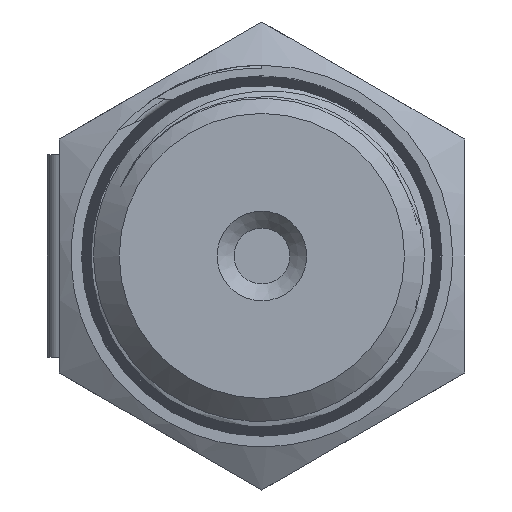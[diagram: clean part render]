
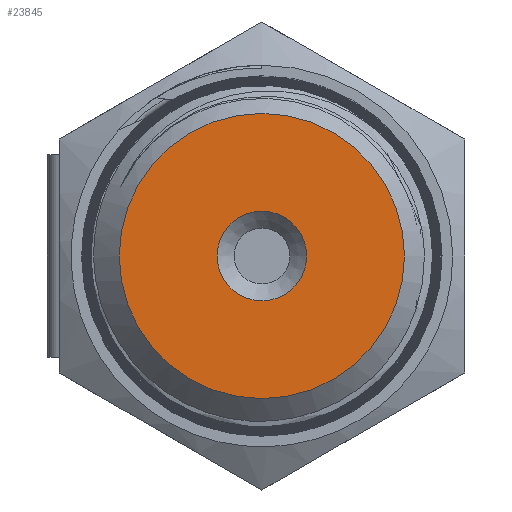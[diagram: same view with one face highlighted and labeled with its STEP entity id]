
A CAD part, left-side view. The second image highlights one B-rep face of the part: STEP entity #23845.
In plain terms, the highlighted planar face has unit normal (-1, 0, 0).
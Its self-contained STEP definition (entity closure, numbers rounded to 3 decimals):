
#252=FACE_BOUND('',#3271,.T.);
#373=PLANE('',#25149);
#1887=FACE_OUTER_BOUND('',#3270,.T.);
#3270=EDGE_LOOP('',(#17969));
#3271=EDGE_LOOP('',(#17970));
#4479=CIRCLE('',#25143,8.445);
#4481=CIRCLE('',#25148,2.65);
#10750=VERTEX_POINT('',#52699);
#10752=VERTEX_POINT('',#52708);
#13426=EDGE_CURVE('',#10750,#10750,#4479,.T.);
#13430=EDGE_CURVE('',#10752,#10752,#4481,.T.);
#17969=ORIENTED_EDGE('',*,*,#13426,.F.);
#17970=ORIENTED_EDGE('',*,*,#13430,.T.);
#23845=ADVANCED_FACE('',(#1887,#252),#373,.T.);
#25143=AXIS2_PLACEMENT_3D('',#52701,#27645,#27646);
#25148=AXIS2_PLACEMENT_3D('',#52710,#27657,#27658);
#25149=AXIS2_PLACEMENT_3D('',#52711,#27659,#27660);
#27645=DIRECTION('center_axis',(1.,0.,0.));
#27646=DIRECTION('ref_axis',(0.,0.,-1.));
#27657=DIRECTION('center_axis',(1.,0.,0.));
#27658=DIRECTION('ref_axis',(0.,0.,-1.));
#27659=DIRECTION('center_axis',(-1.,0.,0.));
#27660=DIRECTION('ref_axis',(0.,0.,1.));
#52699=CARTESIAN_POINT('',(0.,-8.445,0.));
#52701=CARTESIAN_POINT('Origin',(0.,0.,0.));
#52708=CARTESIAN_POINT('',(0.,-2.65,0.));
#52710=CARTESIAN_POINT('Origin',(0.,0.,0.));
#52711=CARTESIAN_POINT('Origin',(0.,8.445,0.));
